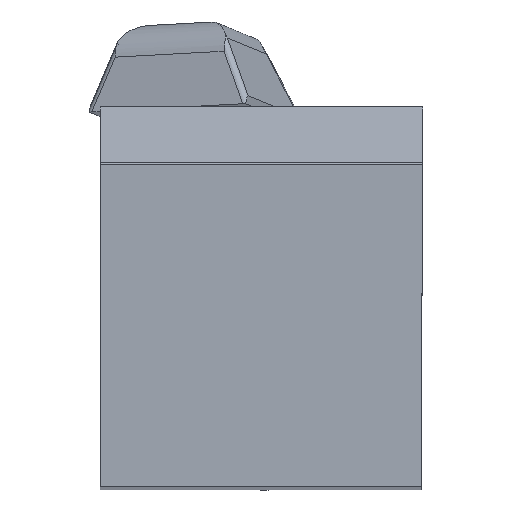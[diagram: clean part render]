
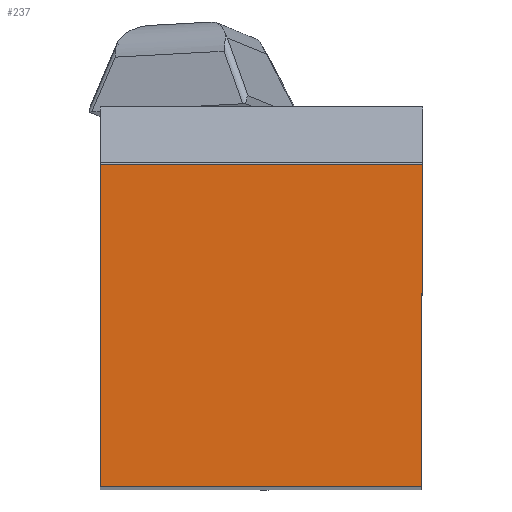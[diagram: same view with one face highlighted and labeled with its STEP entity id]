
A CAD part, top view. The second image highlights one B-rep face of the part: STEP entity #237.
In plain terms, the highlighted planar face has unit normal (0, 0, 1).
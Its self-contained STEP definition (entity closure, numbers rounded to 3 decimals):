
#165=FACE_OUTER_BOUND('',#649,.T.);
#237=ADVANCED_FACE('BLANK_BOXF006',(#165),#303,.F.);
#303=PLANE('',#1584);
#383=LINE('',#2319,#523);
#384=LINE('',#2322,#524);
#385=LINE('',#2324,#525);
#386=LINE('',#2326,#526);
#523=VECTOR('',#1806,1.);
#524=VECTOR('',#1807,1.);
#525=VECTOR('',#1808,1.);
#526=VECTOR('',#1809,1.);
#649=EDGE_LOOP('',(#800,#801,#802,#803));
#800=ORIENTED_EDGE('',*,*,#1309,.F.);
#801=ORIENTED_EDGE('',*,*,#1310,.F.);
#802=ORIENTED_EDGE('',*,*,#1311,.F.);
#803=ORIENTED_EDGE('',*,*,#1312,.F.);
#1160=VERTEX_POINT('',#2320);
#1161=VERTEX_POINT('',#2321);
#1162=VERTEX_POINT('',#2323);
#1163=VERTEX_POINT('',#2325);
#1309=EDGE_CURVE('',#1160,#1161,#383,.T.);
#1310=EDGE_CURVE('',#1162,#1160,#384,.T.);
#1311=EDGE_CURVE('',#1163,#1162,#385,.T.);
#1312=EDGE_CURVE('',#1161,#1163,#386,.T.);
#1584=AXIS2_PLACEMENT_3D('',#2327,#1810,#1811);
#1806=DIRECTION('',(0.,1.,0.));
#1807=DIRECTION('',(-1.,0.,0.));
#1808=DIRECTION('',(-0.004,-1.,0.));
#1809=DIRECTION('',(1.,0.,0.));
#1810=DIRECTION('',(0.,0.,-1.));
#1811=DIRECTION('',(-1.,0.,0.));
#2319=CARTESIAN_POINT('',(-39.85,-276.35,0.));
#2320=CARTESIAN_POINT('',(-39.85,0.,0.));
#2321=CARTESIAN_POINT('',(-39.85,39.85,0.));
#2322=CARTESIAN_POINT('',(276.35,0.,0.));
#2323=CARTESIAN_POINT('',(-0.174,0.,0.));
#2324=CARTESIAN_POINT('',(1.032,276.347,0.));
#2325=CARTESIAN_POINT('',(0.,39.85,0.));
#2326=CARTESIAN_POINT('',(-276.35,39.85,0.));
#2327=CARTESIAN_POINT('',(-44.85,-5.,0.));
